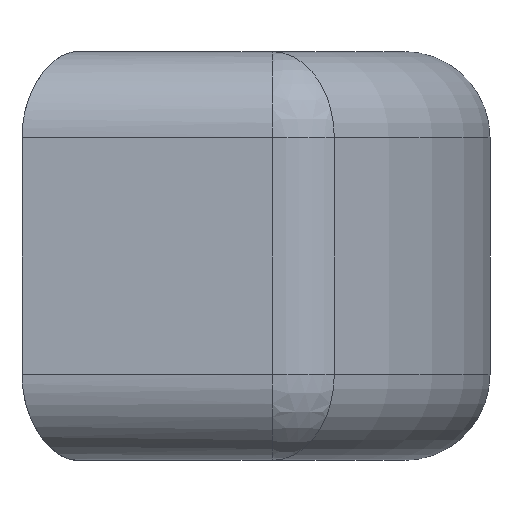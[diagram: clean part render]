
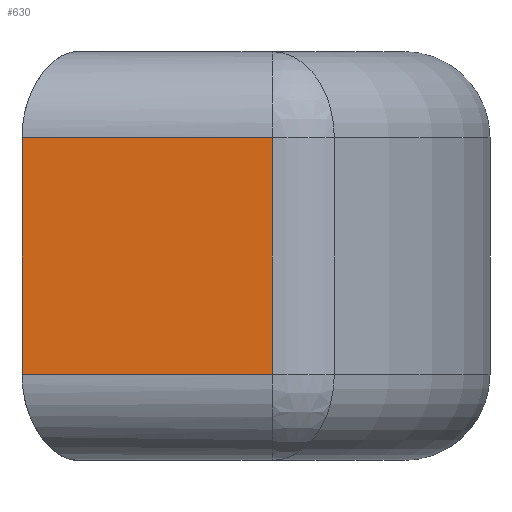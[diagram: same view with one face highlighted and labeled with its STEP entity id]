
A CAD part, left-side view. The second image highlights one B-rep face of the part: STEP entity #630.
In plain terms, the highlighted planar face has unit normal (-1, 0, 0).
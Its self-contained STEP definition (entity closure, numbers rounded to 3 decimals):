
#3 = CARTESIAN_POINT ( 'NONE',  ( -58., 9., -12.5 ) ) ;
#10 = CARTESIAN_POINT ( 'NONE',  ( -58., 12.253, -15.5 ) ) ;
#28 = VECTOR ( 'NONE', #1260, 1000. ) ;
#60 = PLANE ( 'NONE',  #965 ) ;
#81 = ORIENTED_EDGE ( 'NONE', *, *, #1239, .T. ) ;
#125 = CARTESIAN_POINT ( 'NONE',  ( -58., 35.5, -20.5 ) ) ;
#152 = CARTESIAN_POINT ( 'NONE',  ( -58., 20., -15.5 ) ) ;
#232 = LINE ( 'NONE', #10, #1283 ) ;
#274 = CARTESIAN_POINT ( 'NONE',  ( -58., 12.253, -12.5 ) ) ;
#285 = VERTEX_POINT ( 'NONE', #1001 ) ;
#348 = EDGE_LOOP ( 'NONE', ( #593, #81, #379, #1289 ) ) ;
#379 = ORIENTED_EDGE ( 'NONE', *, *, #440, .T. ) ;
#422 = CARTESIAN_POINT ( 'NONE',  ( -58., 20., 9.5 ) ) ;
#440 = EDGE_CURVE ( 'NONE', #640, #1092, #232, .T. ) ;
#452 = VECTOR ( 'NONE', #1047, 1000. ) ;
#496 = EDGE_CURVE ( 'NONE', #1092, #285, #1229, .T. ) ;
#549 = DIRECTION ( 'NONE',  ( 0., 0., 1. ) ) ;
#583 = DIRECTION ( 'NONE',  ( 0., -1., 0. ) ) ;
#593 = ORIENTED_EDGE ( 'NONE', *, *, #1315, .F. ) ;
#600 = LINE ( 'NONE', #125, #957 ) ;
#630 = ADVANCED_FACE ( 'NONE', ( #713 ), #60, .T. ) ;
#640 = VERTEX_POINT ( 'NONE', #274 ) ;
#658 = VERTEX_POINT ( 'NONE', #680 ) ;
#680 = CARTESIAN_POINT ( 'NONE',  ( -58., 35.5, -12.5 ) ) ;
#699 = LINE ( 'NONE', #3, #28 ) ;
#713 = FACE_OUTER_BOUND ( 'NONE', #348, .T. ) ;
#835 = DIRECTION ( 'NONE',  ( 0., 0., 1. ) ) ;
#878 = DIRECTION ( 'NONE',  ( -1., 0., 0. ) ) ;
#957 = VECTOR ( 'NONE', #549, 1000. ) ;
#965 = AXIS2_PLACEMENT_3D ( 'NONE', #152, #878, #583 ) ;
#1001 = CARTESIAN_POINT ( 'NONE',  ( -58., 35.5, 9.5 ) ) ;
#1047 = DIRECTION ( 'NONE',  ( 0., 1., 0. ) ) ;
#1092 = VERTEX_POINT ( 'NONE', #1278 ) ;
#1229 = LINE ( 'NONE', #422, #452 ) ;
#1239 = EDGE_CURVE ( 'NONE', #658, #640, #699, .T. ) ;
#1260 = DIRECTION ( 'NONE',  ( 0., -1., 0. ) ) ;
#1278 = CARTESIAN_POINT ( 'NONE',  ( -58., 12.253, 9.5 ) ) ;
#1283 = VECTOR ( 'NONE', #835, 1000. ) ;
#1289 = ORIENTED_EDGE ( 'NONE', *, *, #496, .T. ) ;
#1315 = EDGE_CURVE ( 'NONE', #658, #285, #600, .T. ) ;
